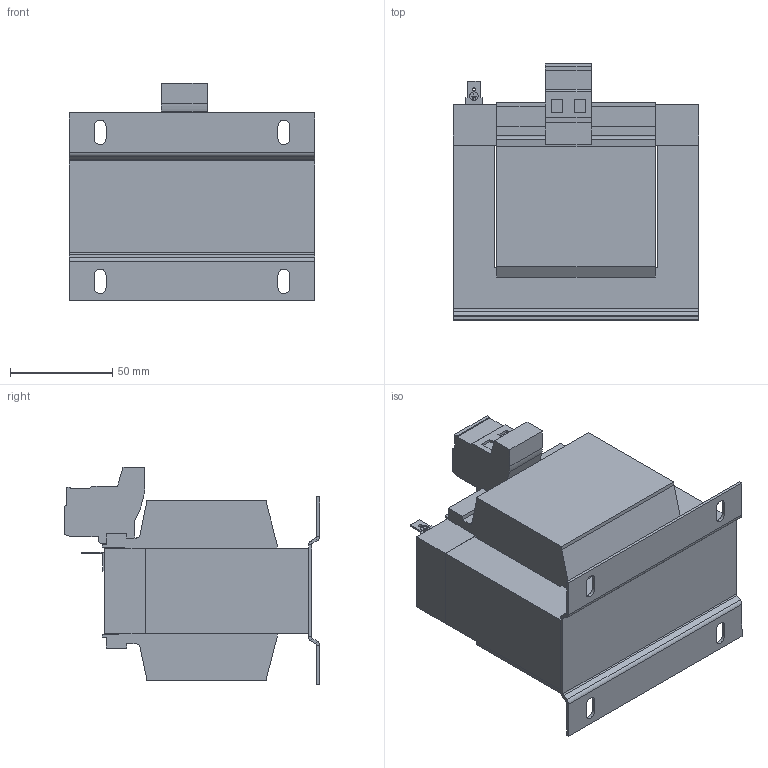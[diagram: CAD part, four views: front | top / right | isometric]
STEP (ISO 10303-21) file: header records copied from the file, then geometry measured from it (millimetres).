
FILE_DESCRIPTION (( 'STEP AP214' ), '1' );
FILE_NAME ('723227.STEP', '2023-06-01T07:00:15', ( '' ), ( '' ), 'SwSTEP 2.0', 'SolidWorks 2018', '' );
FILE_SCHEMA (( 'AUTOMOTIVE_DESIGN' ));
Length unit declared in the file: millimetre
Products named in the file (1): 723227
Bounding box: 120 x 125.25 x 106.6 mm (x, y, z)
Volume: 780130.3 mm3; surface area: 100029.2 mm2
Topology: 1 solids, 1 shells, 194 faces, 516 edges, 332 vertices
Faces by surface type: plane 165, cylinder 29
Entity records: 5968 total; most frequent: CARTESIAN_POINT 1043, ORIENTED_EDGE 1032, DIRECTION 964, EDGE_CURVE 516, LINE 458, VECTOR 458, VERTEX_POINT 332, AXIS2_PLACEMENT_3D 253
